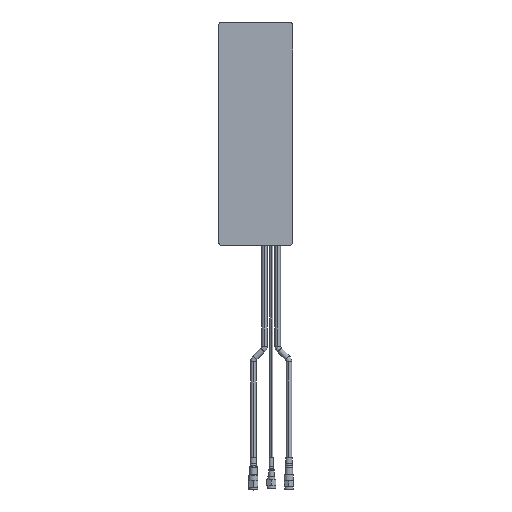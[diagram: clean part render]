
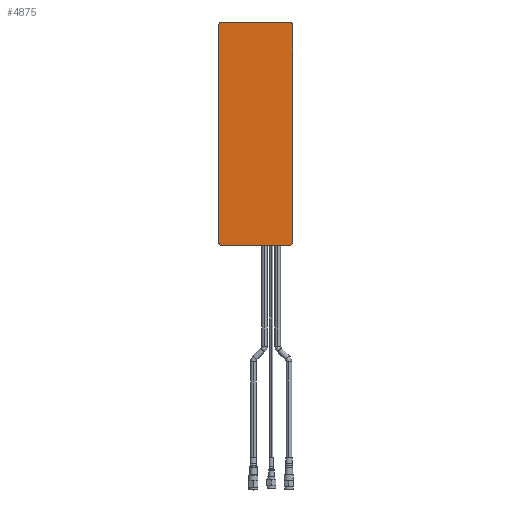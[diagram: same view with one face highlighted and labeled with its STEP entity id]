
A CAD part, top view. The second image highlights one B-rep face of the part: STEP entity #4875.
In plain terms, the highlighted planar face has unit normal (0, 0, 1).
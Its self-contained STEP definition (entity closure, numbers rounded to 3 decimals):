
#31 = DIRECTION ( 'NONE',  ( 1., 0., 0. ) ) ;
#124 = LINE ( 'NONE', #6517, #6587 ) ;
#308 = EDGE_CURVE ( 'NONE', #4076, #7006, #5398, .T. ) ;
#568 = CARTESIAN_POINT ( 'NONE',  ( 0., 0., 0. ) ) ;
#636 = VERTEX_POINT ( 'NONE', #1370 ) ;
#720 = LINE ( 'NONE', #4014, #5322 ) ;
#931 = DIRECTION ( 'NONE',  ( -1., 0., 0. ) ) ;
#950 = DIRECTION ( 'NONE',  ( 0., 0., -1. ) ) ;
#1335 = CARTESIAN_POINT ( 'NONE',  ( -33.25, 96.75, 0. ) ) ;
#1370 = CARTESIAN_POINT ( 'NONE',  ( 33.25, 96.75, 0. ) ) ;
#1414 = EDGE_CURVE ( 'NONE', #2896, #6874, #720, .T. ) ;
#1425 = VERTEX_POINT ( 'NONE', #7222 ) ;
#1443 = DIRECTION ( 'NONE',  ( 0., 0., -1. ) ) ;
#1823 = DIRECTION ( 'NONE',  ( 0., 0., -1. ) ) ;
#2028 = AXIS2_PLACEMENT_3D ( 'NONE', #7315, #3550, #7938 ) ;
#2071 = VECTOR ( 'NONE', #931, 1000. ) ;
#2141 = EDGE_CURVE ( 'NONE', #636, #2730, #124, .T. ) ;
#2402 = AXIS2_PLACEMENT_3D ( 'NONE', #2726, #7101, #3346 ) ;
#2558 = EDGE_CURVE ( 'NONE', #1425, #3751, #6085, .T. ) ;
#2726 = CARTESIAN_POINT ( 'NONE',  ( -29.75, -96.75, 0. ) ) ;
#2730 = VERTEX_POINT ( 'NONE', #2956 ) ;
#2795 = DIRECTION ( 'NONE',  ( 0., 1., 0. ) ) ;
#2896 = VERTEX_POINT ( 'NONE', #6850 ) ;
#2956 = CARTESIAN_POINT ( 'NONE',  ( 33.25, -96.75, 0. ) ) ;
#3014 = AXIS2_PLACEMENT_3D ( 'NONE', #4677, #950, #5313 ) ;
#3229 = CIRCLE ( 'NONE', #2402, 3.5 ) ;
#3303 = FACE_OUTER_BOUND ( 'NONE', #7916, .T. ) ;
#3346 = DIRECTION ( 'NONE',  ( 1., 0., 0. ) ) ;
#3358 = DIRECTION ( 'NONE',  ( 0., -1., 0. ) ) ;
#3365 = ORIENTED_EDGE ( 'NONE', *, *, #3700, .F. ) ;
#3374 = ORIENTED_EDGE ( 'NONE', *, *, #7758, .F. ) ;
#3536 = EDGE_CURVE ( 'NONE', #2730, #4076, #6673, .T. ) ;
#3550 = DIRECTION ( 'NONE',  ( 0., 0., -1. ) ) ;
#3700 = EDGE_CURVE ( 'NONE', #6874, #1425, #5912, .T. ) ;
#3751 = VERTEX_POINT ( 'NONE', #6146 ) ;
#4014 = CARTESIAN_POINT ( 'NONE',  ( -33.25, 0., 0. ) ) ;
#4076 = VERTEX_POINT ( 'NONE', #6377 ) ;
#4677 = CARTESIAN_POINT ( 'NONE',  ( 29.75, -96.75, 0. ) ) ;
#4680 = ORIENTED_EDGE ( 'NONE', *, *, #1414, .F. ) ;
#4875 = ADVANCED_FACE ( 'NONE', ( #3303 ), #8061, .F. ) ;
#5088 = ORIENTED_EDGE ( 'NONE', *, *, #2141, .F. ) ;
#5192 = CARTESIAN_POINT ( 'NONE',  ( 29.75, 96.75, 0. ) ) ;
#5313 = DIRECTION ( 'NONE',  ( 1., 0., 0. ) ) ;
#5322 = VECTOR ( 'NONE', #2795, 1000. ) ;
#5398 = LINE ( 'NONE', #5583, #2071 ) ;
#5555 = ORIENTED_EDGE ( 'NONE', *, *, #6888, .F. ) ;
#5583 = CARTESIAN_POINT ( 'NONE',  ( 0., -100.25, 0. ) ) ;
#5649 = ORIENTED_EDGE ( 'NONE', *, *, #2558, .F. ) ;
#5661 = CARTESIAN_POINT ( 'NONE',  ( 0., 100.25, 0. ) ) ;
#5702 = AXIS2_PLACEMENT_3D ( 'NONE', #568, #1823, #6211 ) ;
#5827 = CIRCLE ( 'NONE', #6110, 3.5 ) ;
#5840 = DIRECTION ( 'NONE',  ( 1., 0., 0. ) ) ;
#5912 = CIRCLE ( 'NONE', #2028, 3.5 ) ;
#6085 = LINE ( 'NONE', #5661, #7155 ) ;
#6110 = AXIS2_PLACEMENT_3D ( 'NONE', #5192, #1443, #5840 ) ;
#6146 = CARTESIAN_POINT ( 'NONE',  ( 29.75, 100.25, 0. ) ) ;
#6211 = DIRECTION ( 'NONE',  ( -1., 0., 0. ) ) ;
#6377 = CARTESIAN_POINT ( 'NONE',  ( 29.75, -100.25, 0. ) ) ;
#6517 = CARTESIAN_POINT ( 'NONE',  ( 33.25, 0., 0. ) ) ;
#6587 = VECTOR ( 'NONE', #3358, 1000. ) ;
#6673 = CIRCLE ( 'NONE', #3014, 3.5 ) ;
#6850 = CARTESIAN_POINT ( 'NONE',  ( -33.25, -96.75, 0. ) ) ;
#6874 = VERTEX_POINT ( 'NONE', #1335 ) ;
#6888 = EDGE_CURVE ( 'NONE', #3751, #636, #5827, .T. ) ;
#7006 = VERTEX_POINT ( 'NONE', #7169 ) ;
#7101 = DIRECTION ( 'NONE',  ( 0., 0., -1. ) ) ;
#7155 = VECTOR ( 'NONE', #31, 1000. ) ;
#7169 = CARTESIAN_POINT ( 'NONE',  ( -29.75, -100.25, 0. ) ) ;
#7222 = CARTESIAN_POINT ( 'NONE',  ( -29.75, 100.25, 0. ) ) ;
#7315 = CARTESIAN_POINT ( 'NONE',  ( -29.75, 96.75, 0. ) ) ;
#7758 = EDGE_CURVE ( 'NONE', #7006, #2896, #3229, .T. ) ;
#7876 = ORIENTED_EDGE ( 'NONE', *, *, #308, .F. ) ;
#7916 = EDGE_LOOP ( 'NONE', ( #3365, #4680, #3374, #7876, #7971, #5088, #5555, #5649 ) ) ;
#7938 = DIRECTION ( 'NONE',  ( 1., 0., 0. ) ) ;
#7971 = ORIENTED_EDGE ( 'NONE', *, *, #3536, .F. ) ;
#8061 = PLANE ( 'NONE',  #5702 ) ;
